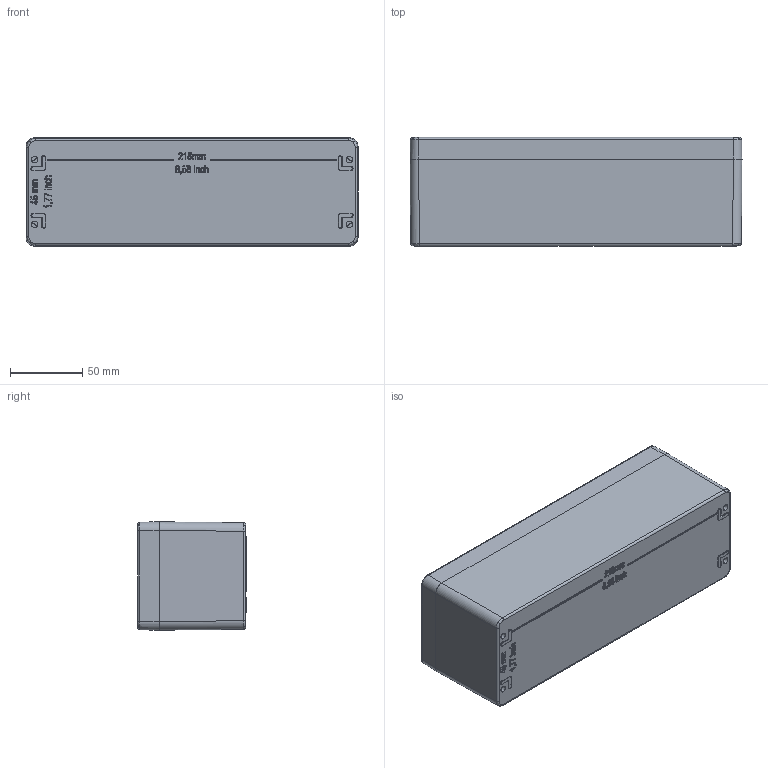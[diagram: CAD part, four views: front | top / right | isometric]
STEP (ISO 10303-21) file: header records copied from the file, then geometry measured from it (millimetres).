
FILE_DESCRIPTION (( 'STEP AP214' ), '1' );
FILE_NAME ('62082308.STEP', '2017-06-30T10:31:04', ( 'Macha' ), ( 'Hewlett-Packard Company' ), 'SwSTEP 2.0', 'SolidWorks 2015', '' );
FILE_SCHEMA (( 'AUTOMOTIVE_DESIGN' ));
Length unit declared in the file: millimetre
Products named in the file (8): 86223; 86221; 21673_Unterteil; 62082308; 82014_580; 93133; 21674; 21673
Assembly tree (18 placements, depth 3):
  62082308
    21673
      21673_Unterteil
      86221  x2
      86223  x6
    21674
    93133  x6
    82014_580
Bounding box: 230 x 75.5 x 75 mm (x, y, z)
Volume: 385592.2 mm3; surface area: 167447.1 mm2
Topology: 17 solids, 17 shells, 1875 faces, 4640 edges, 2885 vertices
Faces by surface type: plane 684, bspline 537, cylinder 320, cone 196, torus 134, sphere 4
Entity records: 66681 total; most frequent: CARTESIAN_POINT 33829, ORIENTED_EDGE 7576, DIRECTION 5485, EDGE_CURVE 3788, VERTEX_POINT 2373, AXIS2_PLACEMENT_3D 1837, VECTOR 1811, LINE 1811
